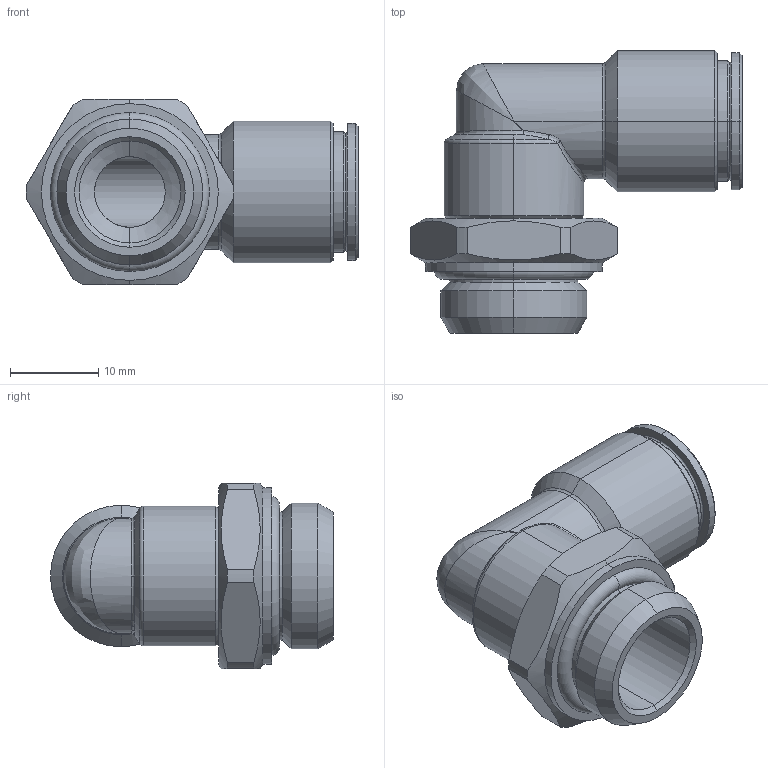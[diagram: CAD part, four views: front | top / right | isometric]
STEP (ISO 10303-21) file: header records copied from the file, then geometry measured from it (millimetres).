
FILE_DESCRIPTION (( 'STEP AP203' ), '1' );
FILE_NAME ('X0060053.STEP', '2011-10-21T08:01:01', ( '' ), ( 'sopra-pneumatic' ), 'SwSTEP 2.0', 'SolidWorks 2011', '' );
FILE_SCHEMA (( 'CONFIG_CONTROL_DESIGN' ));
Length unit declared in the file: millimetre
Products named in the file (1): X0060053
Bounding box: 37.55 x 32 x 21 mm (x, y, z)
Volume: 6131.3 mm3; surface area: 4691.2 mm2
Topology: 1 solids, 1 shells, 98 faces, 224 edges, 128 vertices
Faces by surface type: cylinder 33, cone 27, torus 13, plane 13, bspline 8, sphere 4
Entity records: 3287 total; most frequent: CARTESIAN_POINT 1051, DIRECTION 486, ORIENTED_EDGE 440, EDGE_CURVE 220, AXIS2_PLACEMENT_3D 211, VERTEX_POINT 128, CIRCLE 120, EDGE_LOOP 104
